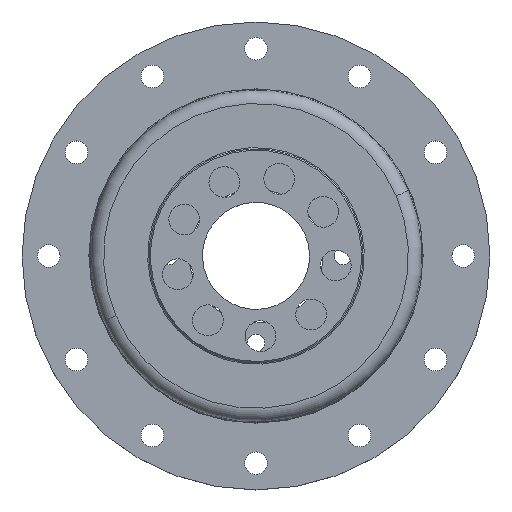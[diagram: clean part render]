
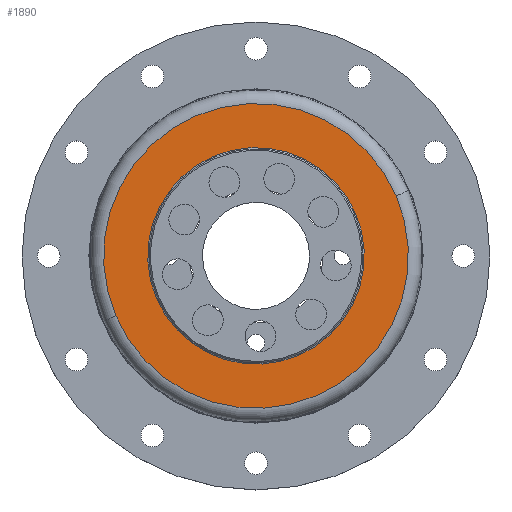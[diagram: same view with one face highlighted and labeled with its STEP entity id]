
A CAD part, top view. The second image highlights one B-rep face of the part: STEP entity #1890.
In plain terms, the highlighted planar face has unit normal (0, 0, 1).
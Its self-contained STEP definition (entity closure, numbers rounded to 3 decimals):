
#25 = ORIENTED_EDGE ( 'NONE', *, *, #2107, .T. ) ;
#118 = FACE_OUTER_BOUND ( 'NONE', #2732, .T. ) ;
#130 = AXIS2_PLACEMENT_3D ( 'NONE', #2754, #1618, #2381 ) ;
#181 = DIRECTION ( 'NONE',  ( 0., 0., -1. ) ) ;
#539 = ORIENTED_EDGE ( 'NONE', *, *, #752, .T. ) ;
#592 = DIRECTION ( 'NONE',  ( 0., 0., 1. ) ) ;
#752 = EDGE_CURVE ( 'NONE', #3667, #4451, #2423, .T. ) ;
#1058 = EDGE_CURVE ( 'NONE', #4023, #4606, #3544, .T. ) ;
#1183 = DIRECTION ( 'NONE',  ( 0., 0., 1. ) ) ;
#1280 = ORIENTED_EDGE ( 'NONE', *, *, #1058, .T. ) ;
#1481 = CARTESIAN_POINT ( 'NONE',  ( -16.2, 0., 12.3 ) ) ;
#1498 = AXIS2_PLACEMENT_3D ( 'NONE', #4425, #181, #4046 ) ;
#1563 = ORIENTED_EDGE ( 'NONE', *, *, #2138, .T. ) ;
#1588 = CARTESIAN_POINT ( 'NONE',  ( 0., 0., 12.3 ) ) ;
#1618 = DIRECTION ( 'NONE',  ( 0., 0., 1. ) ) ;
#1813 = AXIS2_PLACEMENT_3D ( 'NONE', #2136, #3674, #2492 ) ;
#1890 = ADVANCED_FACE ( 'NONE', ( #2153, #118 ), #3094, .T. ) ;
#2034 = CIRCLE ( 'NONE', #2792, 22.8 ) ;
#2094 = EDGE_LOOP ( 'NONE', ( #25, #1280 ) ) ;
#2107 = EDGE_CURVE ( 'NONE', #4606, #4023, #2262, .T. ) ;
#2136 = CARTESIAN_POINT ( 'NONE',  ( 0., 0., 12.3 ) ) ;
#2138 = EDGE_CURVE ( 'NONE', #4451, #3667, #2034, .T. ) ;
#2153 = FACE_BOUND ( 'NONE', #2094, .T. ) ;
#2262 = CIRCLE ( 'NONE', #1498, 16.2 ) ;
#2352 = CARTESIAN_POINT ( 'NONE',  ( 22.8, 0., 12.3 ) ) ;
#2381 = DIRECTION ( 'NONE',  ( 1., 0., 0. ) ) ;
#2423 = CIRCLE ( 'NONE', #3976, 22.8 ) ;
#2491 = DIRECTION ( 'NONE',  ( 1., 0., 0. ) ) ;
#2492 = DIRECTION ( 'NONE',  ( 1., 0., 0. ) ) ;
#2550 = CARTESIAN_POINT ( 'NONE',  ( 16.2, 0., 12.3 ) ) ;
#2732 = EDGE_LOOP ( 'NONE', ( #539, #1563 ) ) ;
#2754 = CARTESIAN_POINT ( 'NONE',  ( 0., 0., 12.3 ) ) ;
#2792 = AXIS2_PLACEMENT_3D ( 'NONE', #4416, #592, #2491 ) ;
#3094 = PLANE ( 'NONE',  #130 ) ;
#3520 = DIRECTION ( 'NONE',  ( 1., 0., 0. ) ) ;
#3544 = CIRCLE ( 'NONE', #1813, 16.2 ) ;
#3667 = VERTEX_POINT ( 'NONE', #2352 ) ;
#3674 = DIRECTION ( 'NONE',  ( 0., 0., -1. ) ) ;
#3976 = AXIS2_PLACEMENT_3D ( 'NONE', #1588, #1183, #3520 ) ;
#4023 = VERTEX_POINT ( 'NONE', #1481 ) ;
#4046 = DIRECTION ( 'NONE',  ( 1., 0., 0. ) ) ;
#4144 = CARTESIAN_POINT ( 'NONE',  ( -22.8, 0., 12.3 ) ) ;
#4416 = CARTESIAN_POINT ( 'NONE',  ( 0., 0., 12.3 ) ) ;
#4425 = CARTESIAN_POINT ( 'NONE',  ( 0., 0., 12.3 ) ) ;
#4451 = VERTEX_POINT ( 'NONE', #4144 ) ;
#4606 = VERTEX_POINT ( 'NONE', #2550 ) ;
